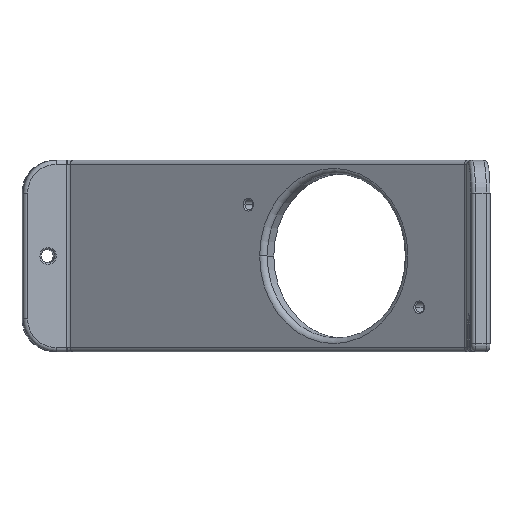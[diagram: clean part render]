
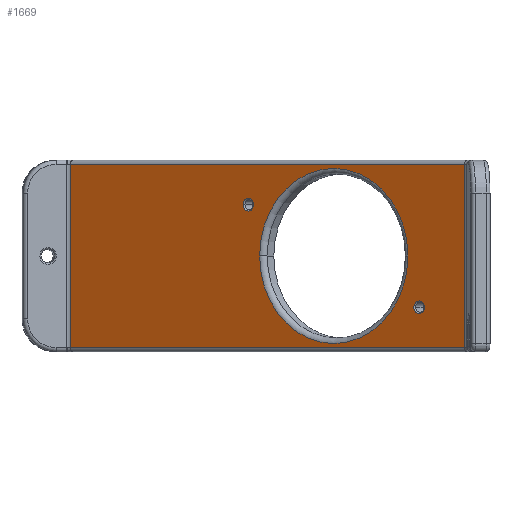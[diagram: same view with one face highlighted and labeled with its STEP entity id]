
A CAD part, left-side view. The second image highlights one B-rep face of the part: STEP entity #1669.
In plain terms, the highlighted planar face has unit normal (-0.846, 0.533, 0).
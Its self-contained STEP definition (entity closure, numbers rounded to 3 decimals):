
#196 = VERTEX_POINT ( 'NONE', #6278 ) ;
#498 = CIRCLE ( 'NONE', #1263, 32. ) ;
#566 = LINE ( 'NONE', #4890, #4759 ) ;
#627 = ORIENTED_EDGE ( 'NONE', *, *, #2619, .T. ) ;
#718 = ORIENTED_EDGE ( 'NONE', *, *, #7093, .T. ) ;
#737 = CARTESIAN_POINT ( 'NONE',  ( -112.546, -27.29, 16.265 ) ) ;
#903 = CARTESIAN_POINT ( 'NONE',  ( -92.894, 3.919, 35. ) ) ;
#921 = ORIENTED_EDGE ( 'NONE', *, *, #3875, .T. ) ;
#1150 = ORIENTED_EDGE ( 'NONE', *, *, #4310, .T. ) ;
#1263 = AXIS2_PLACEMENT_3D ( 'NONE', #8001, #1957, #6935 ) ;
#1414 = AXIS2_PLACEMENT_3D ( 'NONE', #7869, #4210, #2805 ) ;
#1635 = DIRECTION ( 'NONE',  ( -0.533, -0.846, 0. ) ) ;
#1659 = ORIENTED_EDGE ( 'NONE', *, *, #7914, .T. ) ;
#1669 = ADVANCED_FACE ( 'NONE', ( #3396, #7303, #8031, #7947 ), #4841, .T. ) ;
#1727 = CARTESIAN_POINT ( 'NONE',  ( -31.681, 101.132, 236.662 ) ) ;
#1825 = LINE ( 'NONE', #6777, #6335 ) ;
#1944 = DIRECTION ( 'NONE',  ( -0.533, -0.846, 0. ) ) ;
#1957 = DIRECTION ( 'NONE',  ( 0.846, -0.533, 0. ) ) ;
#2021 = AXIS2_PLACEMENT_3D ( 'NONE', #903, #7736, #2182 ) ;
#2049 = EDGE_CURVE ( 'NONE', #5806, #7621, #566, .T. ) ;
#2182 = DIRECTION ( 'NONE',  ( -0.533, -0.846, 0. ) ) ;
#2251 = DIRECTION ( 'NONE',  ( 0.846, -0.533, 0. ) ) ;
#2396 = DIRECTION ( 'NONE',  ( 0.846, -0.533, 0. ) ) ;
#2492 = DIRECTION ( 'NONE',  ( -0.846, 0.533, 0. ) ) ;
#2619 = EDGE_CURVE ( 'NONE', #3955, #5806, #7184, .T. ) ;
#2722 = CARTESIAN_POINT ( 'NONE',  ( -32.259, 100.215, 1.5 ) ) ;
#2805 = DIRECTION ( 'NONE',  ( -0.533, -0.846, 0. ) ) ;
#2822 = DIRECTION ( 'NONE',  ( 0., 0., 1. ) ) ;
#2917 = CARTESIAN_POINT ( 'NONE',  ( -73.242, 35.129, 53.735 ) ) ;
#2951 = CIRCLE ( 'NONE', #2021, 32. ) ;
#3017 = VERTEX_POINT ( 'NONE', #6849 ) ;
#3167 = ORIENTED_EDGE ( 'NONE', *, *, #7660, .T. ) ;
#3201 = AXIS2_PLACEMENT_3D ( 'NONE', #737, #3255, #5091 ) ;
#3209 = VERTEX_POINT ( 'NONE', #4391 ) ;
#3222 = CARTESIAN_POINT ( 'NONE',  ( -109.945, -23.16, 35. ) ) ;
#3255 = DIRECTION ( 'NONE',  ( 0.846, -0.533, 0. ) ) ;
#3325 = CARTESIAN_POINT ( 'NONE',  ( -123.01, -43.907, 68.5 ) ) ;
#3334 = ORIENTED_EDGE ( 'NONE', *, *, #3848, .T. ) ;
#3396 = FACE_BOUND ( 'NONE', #7908, .T. ) ;
#3566 = ORIENTED_EDGE ( 'NONE', *, *, #2049, .T. ) ;
#3578 = DIRECTION ( 'NONE',  ( -0.533, -0.846, 0. ) ) ;
#3845 = CARTESIAN_POINT ( 'NONE',  ( -32.259, 100.215, 0. ) ) ;
#3848 = EDGE_CURVE ( 'NONE', #3209, #7762, #498, .T. ) ;
#3875 = EDGE_CURVE ( 'NONE', #6453, #3955, #1825, .T. ) ;
#3892 = AXIS2_PLACEMENT_3D ( 'NONE', #2917, #2251, #1635 ) ;
#3951 = CARTESIAN_POINT ( 'NONE',  ( -111.321, -25.344, 16.265 ) ) ;
#3955 = VERTEX_POINT ( 'NONE', #4386 ) ;
#4022 = CIRCLE ( 'NONE', #5064, 2.3 ) ;
#4117 = ORIENTED_EDGE ( 'NONE', *, *, #4667, .T. ) ;
#4210 = DIRECTION ( 'NONE',  ( 0.846, -0.533, 0. ) ) ;
#4217 = LINE ( 'NONE', #3845, #5562 ) ;
#4310 = EDGE_CURVE ( 'NONE', #196, #3017, #5420, .T. ) ;
#4386 = CARTESIAN_POINT ( 'NONE',  ( -123.01, -43.907, 1.5 ) ) ;
#4391 = CARTESIAN_POINT ( 'NONE',  ( -75.843, 30.998, 35. ) ) ;
#4503 = EDGE_LOOP ( 'NONE', ( #1659, #3334 ) ) ;
#4667 = EDGE_CURVE ( 'NONE', #5842, #5068, #6137, .T. ) ;
#4759 = VECTOR ( 'NONE', #7315, 1000. ) ;
#4841 = PLANE ( 'NONE',  #6807 ) ;
#4890 = CARTESIAN_POINT ( 'NONE',  ( -31.681, 101.132, 68.5 ) ) ;
#4940 = CIRCLE ( 'NONE', #1414, 2.3 ) ;
#5064 = AXIS2_PLACEMENT_3D ( 'NONE', #6227, #2396, #1944 ) ;
#5068 = VERTEX_POINT ( 'NONE', #6488 ) ;
#5091 = DIRECTION ( 'NONE',  ( -0.533, -0.846, 0. ) ) ;
#5228 = CARTESIAN_POINT ( 'NONE',  ( -123.01, -43.907, 70. ) ) ;
#5420 = CIRCLE ( 'NONE', #3892, 2.3 ) ;
#5544 = CARTESIAN_POINT ( 'NONE',  ( -32.259, 100.215, 68.5 ) ) ;
#5562 = VECTOR ( 'NONE', #5698, 1000. ) ;
#5698 = DIRECTION ( 'NONE',  ( 0., 0., -1. ) ) ;
#5806 = VERTEX_POINT ( 'NONE', #3325 ) ;
#5842 = VERTEX_POINT ( 'NONE', #3951 ) ;
#6137 = CIRCLE ( 'NONE', #3201, 2.3 ) ;
#6227 = CARTESIAN_POINT ( 'NONE',  ( -73.242, 35.129, 53.735 ) ) ;
#6278 = CARTESIAN_POINT ( 'NONE',  ( -74.468, 33.183, 53.735 ) ) ;
#6335 = VECTOR ( 'NONE', #7515, 1000. ) ;
#6433 = ORIENTED_EDGE ( 'NONE', *, *, #7527, .T. ) ;
#6453 = VERTEX_POINT ( 'NONE', #2722 ) ;
#6488 = CARTESIAN_POINT ( 'NONE',  ( -113.772, -29.237, 16.265 ) ) ;
#6777 = CARTESIAN_POINT ( 'NONE',  ( -123.01, -43.907, 1.5 ) ) ;
#6807 = AXIS2_PLACEMENT_3D ( 'NONE', #1727, #2492, #3578 ) ;
#6849 = CARTESIAN_POINT ( 'NONE',  ( -72.017, 37.075, 53.735 ) ) ;
#6935 = DIRECTION ( 'NONE',  ( -0.533, -0.846, 0. ) ) ;
#6966 = EDGE_LOOP ( 'NONE', ( #627, #3566, #718, #921 ) ) ;
#7045 = EDGE_LOOP ( 'NONE', ( #6433, #4117 ) ) ;
#7093 = EDGE_CURVE ( 'NONE', #7621, #6453, #4217, .T. ) ;
#7184 = LINE ( 'NONE', #5228, #7219 ) ;
#7219 = VECTOR ( 'NONE', #2822, 1000. ) ;
#7303 = FACE_BOUND ( 'NONE', #7045, .T. ) ;
#7315 = DIRECTION ( 'NONE',  ( 0.533, 0.846, 0. ) ) ;
#7515 = DIRECTION ( 'NONE',  ( -0.533, -0.846, 0. ) ) ;
#7527 = EDGE_CURVE ( 'NONE', #5068, #5842, #4940, .T. ) ;
#7621 = VERTEX_POINT ( 'NONE', #5544 ) ;
#7660 = EDGE_CURVE ( 'NONE', #3017, #196, #4022, .T. ) ;
#7736 = DIRECTION ( 'NONE',  ( 0.846, -0.533, 0. ) ) ;
#7762 = VERTEX_POINT ( 'NONE', #3222 ) ;
#7869 = CARTESIAN_POINT ( 'NONE',  ( -112.546, -27.29, 16.265 ) ) ;
#7908 = EDGE_LOOP ( 'NONE', ( #1150, #3167 ) ) ;
#7914 = EDGE_CURVE ( 'NONE', #7762, #3209, #2951, .T. ) ;
#7947 = FACE_OUTER_BOUND ( 'NONE', #6966, .T. ) ;
#8001 = CARTESIAN_POINT ( 'NONE',  ( -92.894, 3.919, 35. ) ) ;
#8031 = FACE_BOUND ( 'NONE', #4503, .T. ) ;
